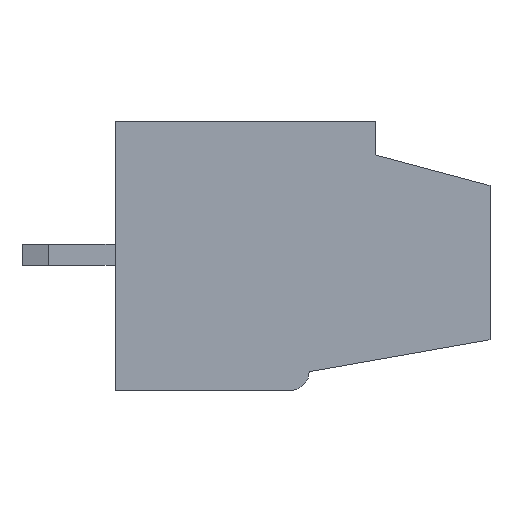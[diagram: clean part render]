
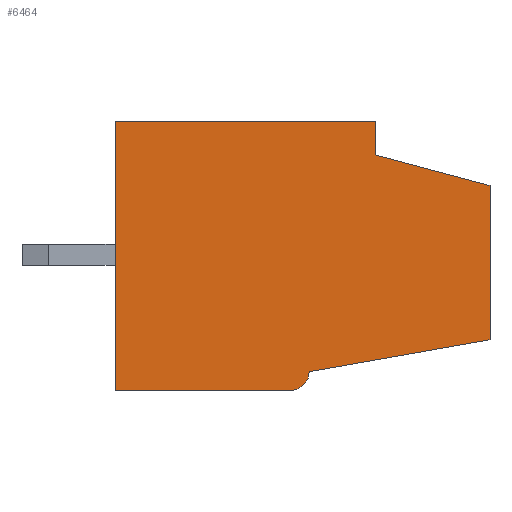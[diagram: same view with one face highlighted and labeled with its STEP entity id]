
A CAD part, left-side view. The second image highlights one B-rep face of the part: STEP entity #6464.
In plain terms, the highlighted planar face has unit normal (-1, 0, 0).
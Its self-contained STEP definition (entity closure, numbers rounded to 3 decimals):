
#1230=DIRECTION('',(0.,0.,-1.));
#1231=VECTOR('',#1230,10.1);
#1232=CARTESIAN_POINT('',(7.189,14.,5.1));
#1233=LINE('',#1232,#1231);
#1394=DIRECTION('',(0.,1.,0.));
#1395=VECTOR('',#1394,9.8);
#1396=CARTESIAN_POINT('',(7.189,4.2,5.1));
#1397=LINE('',#1396,#1395);
#1470=DIRECTION('',(0.,0.,1.));
#1471=VECTOR('',#1470,5.799);
#1472=CARTESIAN_POINT('',(7.189,-0.1,-3.101));
#1473=LINE('',#1472,#1471);
#2451=DIRECTION('',(0.,-1.,0.));
#2452=VECTOR('',#2451,6.6);
#2453=CARTESIAN_POINT('',(7.189,14.,-5.));
#2454=LINE('',#2453,#2452);
#2467=DIRECTION('',(0.,0.985,-0.174));
#2468=VECTOR('',#2467,6.905);
#2469=CARTESIAN_POINT('',(7.189,-0.1,-3.101));
#2470=LINE('',#2469,#2468);
#2471=CARTESIAN_POINT('',(7.189,7.4,-4.3));
#2472=DIRECTION('',(1.,0.,0.));
#2473=DIRECTION('',(0.,-1.,0.));
#2474=AXIS2_PLACEMENT_3D('',#2471,#2472,#2473);
#2476=DIRECTION('',(0.,0.,-1.));
#2477=VECTOR('',#2476,1.25);
#2478=CARTESIAN_POINT('',(7.189,4.2,5.1));
#2479=LINE('',#2478,#2477);
#2480=DIRECTION('',(0.,-0.966,-0.259));
#2481=VECTOR('',#2480,4.452);
#2482=CARTESIAN_POINT('',(7.189,4.2,3.85));
#2483=LINE('',#2482,#2481);
#2987=CARTESIAN_POINT('',(7.189,14.,-5.));
#2988=CARTESIAN_POINT('',(7.189,7.4,-5.));
#2989=VERTEX_POINT('',#2987);
#2990=VERTEX_POINT('',#2988);
#2991=CARTESIAN_POINT('',(7.189,6.7,-4.3));
#2992=VERTEX_POINT('',#2991);
#2993=CARTESIAN_POINT('',(7.189,14.,5.1));
#2994=VERTEX_POINT('',#2993);
#2995=CARTESIAN_POINT('',(7.189,4.2,5.1));
#2996=CARTESIAN_POINT('',(7.189,4.2,3.85));
#2997=VERTEX_POINT('',#2995);
#2998=VERTEX_POINT('',#2996);
#2999=CARTESIAN_POINT('',(7.189,-0.1,-3.101));
#3000=VERTEX_POINT('',#2999);
#3001=CARTESIAN_POINT('',(7.189,-0.1,2.698));
#3002=VERTEX_POINT('',#3001);
#6449=CARTESIAN_POINT('',(7.189,0.,0.));
#6450=DIRECTION('',(-1.,0.,0.));
#6451=DIRECTION('',(0.,-1.,0.));
#6452=AXIS2_PLACEMENT_3D('',#6449,#6450,#6451);
#6453=PLANE('',#6452);
#6454=ORIENTED_EDGE('',*,*,#5197,.F.);
#6455=ORIENTED_EDGE('',*,*,#6393,.T.);
#6456=ORIENTED_EDGE('',*,*,#6411,.T.);
#6457=ORIENTED_EDGE('',*,*,#6428,.F.);
#6458=ORIENTED_EDGE('',*,*,#4867,.F.);
#6459=ORIENTED_EDGE('',*,*,#5133,.F.);
#6460=ORIENTED_EDGE('',*,*,#5155,.T.);
#6461=ORIENTED_EDGE('',*,*,#5183,.T.);
#6462=EDGE_LOOP('',(#6454,#6455,#6456,#6457,#6458,#6459,#6460,#6461));
#6463=FACE_OUTER_BOUND('',#6462,.F.);
#2475=CIRCLE('',#2474,0.7);
#4867=EDGE_CURVE('',#2994,#2989,#1233,.T.);
#5133=EDGE_CURVE('',#2997,#2994,#1397,.T.);
#5155=EDGE_CURVE('',#2997,#2998,#2479,.T.);
#5183=EDGE_CURVE('',#2998,#3002,#2483,.T.);
#5197=EDGE_CURVE('',#3000,#3002,#1473,.T.);
#6393=EDGE_CURVE('',#3000,#2992,#2470,.T.);
#6411=EDGE_CURVE('',#2992,#2990,#2475,.T.);
#6428=EDGE_CURVE('',#2989,#2990,#2454,.T.);
#6464=ADVANCED_FACE('',(#6463),#6453,.T.);
